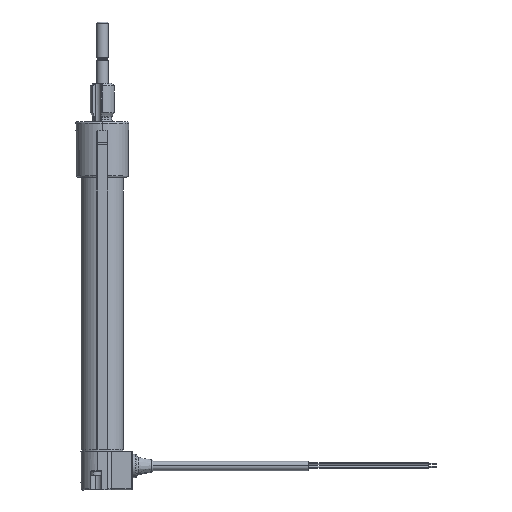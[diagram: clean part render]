
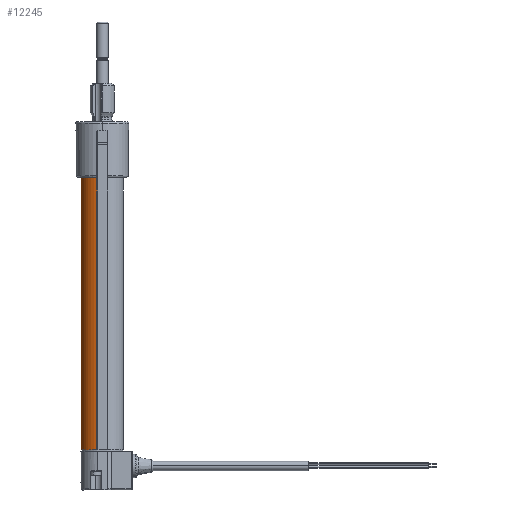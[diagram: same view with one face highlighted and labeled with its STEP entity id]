
A CAD part, left-side view. The second image highlights one B-rep face of the part: STEP entity #12245.
In plain terms, the highlighted cylindrical face has radius 9 mm (diameter 18 mm), a partial arc.
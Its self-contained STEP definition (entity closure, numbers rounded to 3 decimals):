
#188 = VECTOR ( 'NONE', #14391, 1000. ) ;
#1549 = VERTEX_POINT ( 'NONE', #6309 ) ;
#2128 = CARTESIAN_POINT ( 'NONE',  ( 0., 0., 0. ) ) ;
#2295 = CARTESIAN_POINT ( 'NONE',  ( 0., 0., 127. ) ) ;
#3321 = CARTESIAN_POINT ( 'NONE',  ( -8.714, 2.25, 127. ) ) ;
#3335 = ORIENTED_EDGE ( 'NONE', *, *, #6699, .T. ) ;
#3747 = LINE ( 'NONE', #15851, #8096 ) ;
#3965 = EDGE_CURVE ( 'NONE', #20863, #22071, #9971, .T. ) ;
#4001 = DIRECTION ( 'NONE',  ( 1., 0., 0. ) ) ;
#4139 = DIRECTION ( 'NONE',  ( 1., 0., 0. ) ) ;
#5112 = LINE ( 'NONE', #3321, #188 ) ;
#5126 = EDGE_CURVE ( 'NONE', #17751, #1549, #8378, .T. ) ;
#5157 = ORIENTED_EDGE ( 'NONE', *, *, #9276, .T. ) ;
#6309 = CARTESIAN_POINT ( 'NONE',  ( -8.714, 2.25, 127. ) ) ;
#6699 = EDGE_CURVE ( 'NONE', #22071, #1549, #5112, .T. ) ;
#8085 = ORIENTED_EDGE ( 'NONE', *, *, #3965, .T. ) ;
#8096 = VECTOR ( 'NONE', #10370, 1000. ) ;
#8378 = CIRCLE ( 'NONE', #18762, 9. ) ;
#9276 = EDGE_CURVE ( 'NONE', #17751, #20863, #3747, .T. ) ;
#9971 = CIRCLE ( 'NONE', #23847, 9. ) ;
#10220 = DIRECTION ( 'NONE',  ( 0., 0., -1. ) ) ;
#10370 = DIRECTION ( 'NONE',  ( 0., 0., -1. ) ) ;
#11954 = CARTESIAN_POINT ( 'NONE',  ( 0., 0., 127. ) ) ;
#12245 = ADVANCED_FACE ( 'NONE', ( #15960 ), #18520, .T. ) ;
#12259 = AXIS2_PLACEMENT_3D ( 'NONE', #11954, #10220, #17625 ) ;
#13074 = EDGE_LOOP ( 'NONE', ( #8085, #3335, #19969, #5157 ) ) ;
#13754 = CARTESIAN_POINT ( 'NONE',  ( -2.25, 8.714, 127. ) ) ;
#14391 = DIRECTION ( 'NONE',  ( 0., 0., 1. ) ) ;
#15071 = DIRECTION ( 'NONE',  ( 0., 0., 1. ) ) ;
#15211 = DIRECTION ( 'NONE',  ( 0., 0., 1. ) ) ;
#15851 = CARTESIAN_POINT ( 'NONE',  ( -2.25, 8.714, 127. ) ) ;
#15960 = FACE_OUTER_BOUND ( 'NONE', #13074, .T. ) ;
#17625 = DIRECTION ( 'NONE',  ( -1., 0., 0. ) ) ;
#17751 = VERTEX_POINT ( 'NONE', #13754 ) ;
#17896 = CARTESIAN_POINT ( 'NONE',  ( -2.25, 8.714, 0. ) ) ;
#17994 = CARTESIAN_POINT ( 'NONE',  ( -8.714, 2.25, 0. ) ) ;
#18520 = CYLINDRICAL_SURFACE ( 'NONE', #12259, 9. ) ;
#18762 = AXIS2_PLACEMENT_3D ( 'NONE', #2295, #15211, #4139 ) ;
#19969 = ORIENTED_EDGE ( 'NONE', *, *, #5126, .F. ) ;
#20863 = VERTEX_POINT ( 'NONE', #17896 ) ;
#22071 = VERTEX_POINT ( 'NONE', #17994 ) ;
#23847 = AXIS2_PLACEMENT_3D ( 'NONE', #2128, #15071, #4001 ) ;
